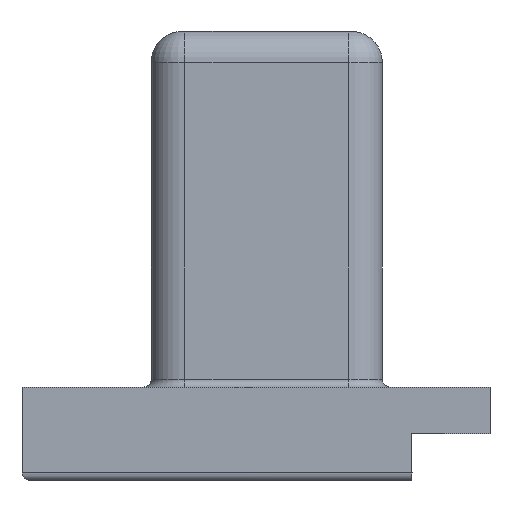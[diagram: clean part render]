
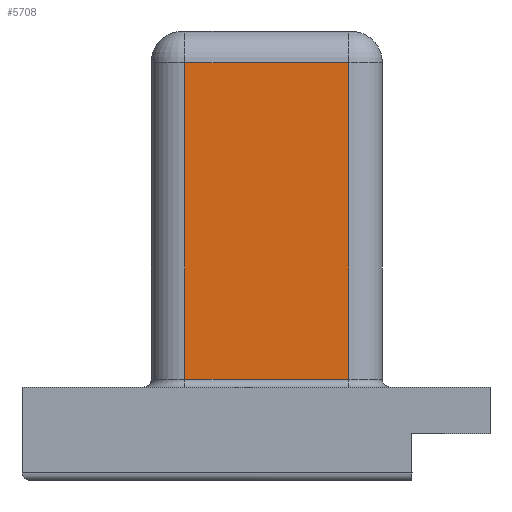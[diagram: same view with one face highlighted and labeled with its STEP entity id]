
A CAD part, front view. The second image highlights one B-rep face of the part: STEP entity #5708.
In plain terms, the highlighted planar face has unit normal (0, -1, 0).
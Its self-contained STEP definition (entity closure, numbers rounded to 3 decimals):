
#368 = CARTESIAN_POINT ( 'NONE',  ( 23.78, -84.28, 14.4 ) ) ;
#521 = ORIENTED_EDGE ( 'NONE', *, *, #4465, .F. ) ;
#1433 = CARTESIAN_POINT ( 'NONE',  ( 23.78, -84.28, 3.25 ) ) ;
#1573 = DIRECTION ( 'NONE',  ( 0., 0., -1. ) ) ;
#1717 = VERTEX_POINT ( 'NONE', #4245 ) ;
#1750 = DIRECTION ( 'NONE',  ( 0., 0., 1. ) ) ;
#1809 = CARTESIAN_POINT ( 'NONE',  ( 23.78, -84.28, 13.4 ) ) ;
#1979 = DIRECTION ( 'NONE',  ( -1., 0., 0. ) ) ;
#2636 = VERTEX_POINT ( 'NONE', #3467 ) ;
#2831 = DIRECTION ( 'NONE',  ( 0., 0., -1. ) ) ;
#2936 = CARTESIAN_POINT ( 'NONE',  ( 23.78, -84.28, 3.25 ) ) ;
#3271 = DIRECTION ( 'NONE',  ( 0., 1., 0. ) ) ;
#3467 = CARTESIAN_POINT ( 'NONE',  ( 23.78, -84.28, 13.4 ) ) ;
#3498 = LINE ( 'NONE', #6241, #8032 ) ;
#3580 = CARTESIAN_POINT ( 'NONE',  ( 23.78, -84.28, 14.4 ) ) ;
#4245 = CARTESIAN_POINT ( 'NONE',  ( 29.03, -84.28, 3.25 ) ) ;
#4465 = EDGE_CURVE ( 'NONE', #6714, #1717, #3498, .T. ) ;
#4849 = VECTOR ( 'NONE', #1979, 1000. ) ;
#4919 = LINE ( 'NONE', #3580, #5362 ) ;
#4997 = DIRECTION ( 'NONE',  ( 1., 0., 0. ) ) ;
#5230 = FACE_OUTER_BOUND ( 'NONE', #8206, .T. ) ;
#5339 = ORIENTED_EDGE ( 'NONE', *, *, #8697, .T. ) ;
#5362 = VECTOR ( 'NONE', #1573, 1000. ) ;
#5593 = ORIENTED_EDGE ( 'NONE', *, *, #6054, .T. ) ;
#5708 = ADVANCED_FACE ( 'NONE', ( #5230 ), #5959, .F. ) ;
#5736 = VECTOR ( 'NONE', #4997, 1000. ) ;
#5959 = PLANE ( 'NONE',  #6416 ) ;
#6054 = EDGE_CURVE ( 'NONE', #2636, #8528, #4919, .T. ) ;
#6157 = CARTESIAN_POINT ( 'NONE',  ( 29.03, -84.28, 13.4 ) ) ;
#6241 = CARTESIAN_POINT ( 'NONE',  ( 29.03, -84.28, 14.4 ) ) ;
#6416 = AXIS2_PLACEMENT_3D ( 'NONE', #368, #3271, #1750 ) ;
#6714 = VERTEX_POINT ( 'NONE', #6157 ) ;
#8025 = EDGE_CURVE ( 'NONE', #8528, #1717, #8345, .T. ) ;
#8032 = VECTOR ( 'NONE', #2831, 1000. ) ;
#8132 = LINE ( 'NONE', #1809, #4849 ) ;
#8206 = EDGE_LOOP ( 'NONE', ( #5593, #8706, #521, #5339 ) ) ;
#8345 = LINE ( 'NONE', #1433, #5736 ) ;
#8528 = VERTEX_POINT ( 'NONE', #2936 ) ;
#8697 = EDGE_CURVE ( 'NONE', #6714, #2636, #8132, .T. ) ;
#8706 = ORIENTED_EDGE ( 'NONE', *, *, #8025, .T. ) ;
